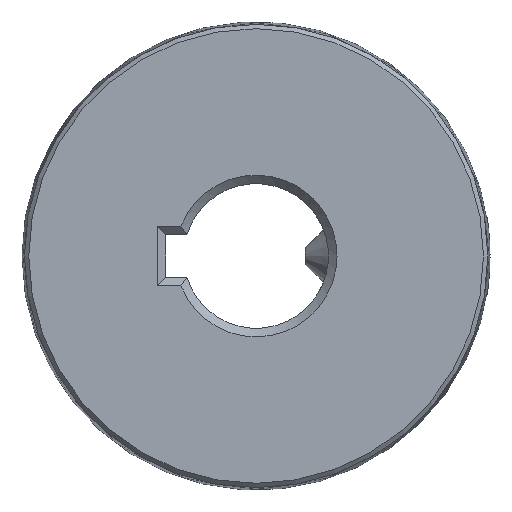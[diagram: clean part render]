
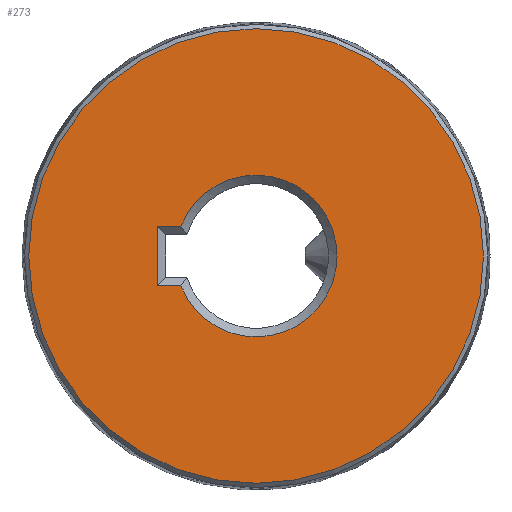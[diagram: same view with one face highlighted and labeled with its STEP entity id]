
A CAD part, left-side view. The second image highlights one B-rep face of the part: STEP entity #273.
In plain terms, the highlighted planar face has unit normal (-1, 0, 0).
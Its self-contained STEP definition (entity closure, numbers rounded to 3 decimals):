
#83=CARTESIAN_POINT('',(0.,11.6,-3.5));
#84=VERTEX_POINT('',#83);
#91=CARTESIAN_POINT('',(0.,8.832,-3.5));
#92=VERTEX_POINT('',#91);
#93=CARTESIAN_POINT('',(0.,11.6,-3.5));
#94=DIRECTION('',(0.0,-1.0,0.0));
#95=VECTOR('',#94,2.768);
#96=LINE('',#93,#95);
#97=EDGE_CURVE('',#84,#92,#96,.T.);
#124=CARTESIAN_POINT('',(0.,8.832,3.5));
#125=VERTEX_POINT('',#124);
#126=CARTESIAN_POINT('',(0.,0.0,0.0));
#127=DIRECTION('',(-1.0,0.0,0.0));
#128=DIRECTION('',(0.0,-1.0,0.0));
#129=AXIS2_PLACEMENT_3D('',#126,#127,#128);
#130=CIRCLE('',#129,9.5);
#131=EDGE_CURVE('',#92,#125,#130,.T.);
#156=CARTESIAN_POINT('',(0.,11.6,3.5));
#157=VERTEX_POINT('',#156);
#164=CARTESIAN_POINT('',(0.,11.6,3.5));
#165=DIRECTION('',(0.0,0.0,-1.0));
#166=VECTOR('',#165,7.0);
#167=LINE('',#164,#166);
#168=EDGE_CURVE('',#157,#84,#167,.T.);
#179=CARTESIAN_POINT('',(0.,8.832,3.5));
#180=DIRECTION('',(0.0,1.0,0.0));
#181=VECTOR('',#180,2.768);
#182=LINE('',#179,#181);
#183=EDGE_CURVE('',#125,#157,#182,.T.);
#251=CARTESIAN_POINT('',(0.,17.85,0.0));
#252=DIRECTION('',(-1.0,0.0,0.0));
#253=DIRECTION('',(0.0,0.0,1.0));
#254=AXIS2_PLACEMENT_3D('',#251,#252,#253);
#255=PLANE('',#254);
#256=CARTESIAN_POINT('',(0.,26.7,0.));
#257=VERTEX_POINT('',#256);
#258=CARTESIAN_POINT('',(0.,0.0,0.0));
#259=DIRECTION('',(1.0,0.0,0.0));
#260=DIRECTION('',(0.0,-1.0,0.0));
#261=AXIS2_PLACEMENT_3D('',#258,#259,#260);
#262=CIRCLE('',#261,26.7);
#263=EDGE_CURVE('',#257,#257,#262,.T.);
#264=ORIENTED_EDGE('',*,*,#263,.F.);
#265=EDGE_LOOP('',(#264));
#266=FACE_OUTER_BOUND('',#265,.T.);
#267=ORIENTED_EDGE('',*,*,#97,.F.);
#268=ORIENTED_EDGE('',*,*,#168,.F.);
#269=ORIENTED_EDGE('',*,*,#183,.F.);
#270=ORIENTED_EDGE('',*,*,#131,.F.);
#271=EDGE_LOOP('',(#267,#268,#269,#270));
#272=FACE_BOUND('',#271,.T.);
#273=ADVANCED_FACE('',(#266,#272),#255,.T.);
